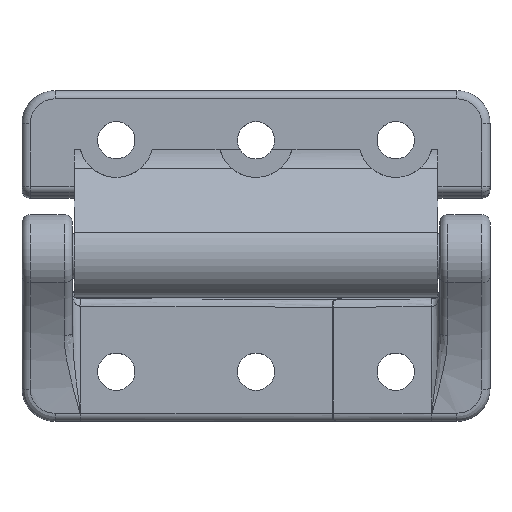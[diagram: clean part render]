
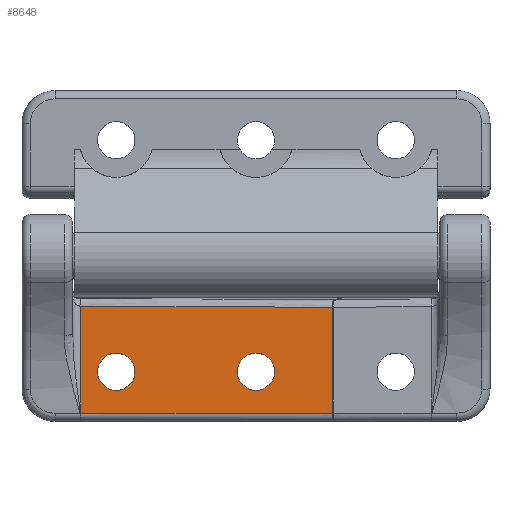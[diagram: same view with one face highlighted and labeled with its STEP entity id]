
A CAD part, top view. The second image highlights one B-rep face of the part: STEP entity #8648.
In plain terms, the highlighted planar face has unit normal (0, 0, 1).
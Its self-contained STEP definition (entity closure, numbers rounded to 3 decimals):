
#36 = CARTESIAN_POINT ( 'NONE',  ( -16.9, -11.75, -1.832 ) ) ;
#162 = VERTEX_POINT ( 'NONE', #3998 ) ;
#354 = ORIENTED_EDGE ( 'NONE', *, *, #10044, .T. ) ;
#433 = VERTEX_POINT ( 'NONE', #1817 ) ;
#495 = DIRECTION ( 'NONE',  ( 1., 0., 0. ) ) ;
#674 = CARTESIAN_POINT ( 'NONE',  ( -21.2, -19.261, -1.832 ) ) ;
#734 = AXIS2_PLACEMENT_3D ( 'NONE', #1047, #7027, #8727 ) ;
#1047 = CARTESIAN_POINT ( 'NONE',  ( -16.9, -14., -1.832 ) ) ;
#1117 = VERTEX_POINT ( 'NONE', #5069 ) ;
#1182 = EDGE_CURVE ( 'NONE', #4400, #7205, #5600, .T. ) ;
#1221 = ORIENTED_EDGE ( 'NONE', *, *, #10460, .T. ) ;
#1286 = AXIS2_PLACEMENT_3D ( 'NONE', #5633, #1330, #495 ) ;
#1330 = DIRECTION ( 'NONE',  ( 0., 0., 1. ) ) ;
#1407 = EDGE_CURVE ( 'NONE', #4860, #6836, #6147, .T. ) ;
#1469 = ORIENTED_EDGE ( 'NONE', *, *, #5178, .T. ) ;
#1817 = CARTESIAN_POINT ( 'NONE',  ( 9.25, -19.003, -1.832 ) ) ;
#2186 = CIRCLE ( 'NONE', #5054, 2.25 ) ;
#2251 = PLANE ( 'NONE',  #3297 ) ;
#2295 = EDGE_CURVE ( 'NONE', #7205, #4400, #2186, .T. ) ;
#2298 = DIRECTION ( 'NONE',  ( 0., -1., 0. ) ) ;
#2499 = DIRECTION ( 'NONE',  ( 1., 0., 0. ) ) ;
#2581 = DIRECTION ( 'NONE',  ( 0., 0., 1. ) ) ;
#2789 = VECTOR ( 'NONE', #3872, 1000. ) ;
#2975 = CARTESIAN_POINT ( 'NONE',  ( 0., -14., -1.832 ) ) ;
#3297 = AXIS2_PLACEMENT_3D ( 'NONE', #7446, #5923, #7613 ) ;
#3573 = EDGE_CURVE ( 'NONE', #6836, #4860, #10476, .T. ) ;
#3872 = DIRECTION ( 'NONE',  ( 0., 1., 0. ) ) ;
#3921 = EDGE_LOOP ( 'NONE', ( #1221, #7288, #354, #1469 ) ) ;
#3947 = CARTESIAN_POINT ( 'NONE',  ( -11.05, -6.113, -1.832 ) ) ;
#3998 = CARTESIAN_POINT ( 'NONE',  ( -21.2, -19., -1.832 ) ) ;
#4000 = FACE_OUTER_BOUND ( 'NONE', #3921, .T. ) ;
#4058 = FACE_BOUND ( 'NONE', #6421, .T. ) ;
#4163 = LINE ( 'NONE', #674, #8390 ) ;
#4400 = VERTEX_POINT ( 'NONE', #10851 ) ;
#4860 = VERTEX_POINT ( 'NONE', #6971 ) ;
#4985 = ORIENTED_EDGE ( 'NONE', *, *, #1407, .F. ) ;
#5054 = AXIS2_PLACEMENT_3D ( 'NONE', #7712, #2581, #6874 ) ;
#5069 = CARTESIAN_POINT ( 'NONE',  ( -21.2, -6.069, -1.832 ) ) ;
#5108 = LINE ( 'NONE', #10243, #7211 ) ;
#5178 = EDGE_CURVE ( 'NONE', #162, #433, #5108, .T. ) ;
#5559 = VERTEX_POINT ( 'NONE', #10945 ) ;
#5600 = CIRCLE ( 'NONE', #734, 2.25 ) ;
#5633 = CARTESIAN_POINT ( 'NONE',  ( 0., -14., -1.832 ) ) ;
#5923 = DIRECTION ( 'NONE',  ( 0., 0., 1. ) ) ;
#6147 = CIRCLE ( 'NONE', #1286, 2.25 ) ;
#6421 = EDGE_LOOP ( 'NONE', ( #10906, #7658 ) ) ;
#6425 = DIRECTION ( 'NONE',  ( 1., 0., 0. ) ) ;
#6438 = CARTESIAN_POINT ( 'NONE',  ( -0.9, -6.157, -1.832 ) ) ;
#6836 = VERTEX_POINT ( 'NONE', #9486 ) ;
#6874 = DIRECTION ( 'NONE',  ( 1., 0., 0. ) ) ;
#6971 = CARTESIAN_POINT ( 'NONE',  ( 0., -16.25, -1.832 ) ) ;
#7027 = DIRECTION ( 'NONE',  ( 0., 0., 1. ) ) ;
#7157 = DIRECTION ( 'NONE',  ( 0., 0., 1. ) ) ;
#7205 = VERTEX_POINT ( 'NONE', #36 ) ;
#7211 = VECTOR ( 'NONE', #2499, 1000. ) ;
#7283 = CARTESIAN_POINT ( 'NONE',  ( 9.25, -6.201, -1.832 ) ) ;
#7288 = ORIENTED_EDGE ( 'NONE', *, *, #10426, .T. ) ;
#7360 = LINE ( 'NONE', #8165, #2789 ) ;
#7446 = CARTESIAN_POINT ( 'NONE',  ( -22.2, -20., -1.832 ) ) ;
#7550 = B_SPLINE_CURVE_WITH_KNOTS ( 'NONE', 3,
 ( #7283, #6438, #3947, #9879 ),
 .UNSPECIFIED., .F., .F.,
 ( 4, 4 ),
 ( 1244.929, 1244.959 ),
 .UNSPECIFIED. ) ;
#7613 = DIRECTION ( 'NONE',  ( 0., 1., 0. ) ) ;
#7658 = ORIENTED_EDGE ( 'NONE', *, *, #1182, .F. ) ;
#7712 = CARTESIAN_POINT ( 'NONE',  ( -16.9, -14., -1.832 ) ) ;
#7950 = AXIS2_PLACEMENT_3D ( 'NONE', #2975, #7157, #6425 ) ;
#8165 = CARTESIAN_POINT ( 'NONE',  ( 9.25, -20., -1.832 ) ) ;
#8390 = VECTOR ( 'NONE', #2298, 1000. ) ;
#8648 = ADVANCED_FACE ( 'NONE', ( #4058, #9994, #4000 ), #2251, .T. ) ;
#8727 = DIRECTION ( 'NONE',  ( 1., 0., 0. ) ) ;
#8889 = ORIENTED_EDGE ( 'NONE', *, *, #3573, .F. ) ;
#9486 = CARTESIAN_POINT ( 'NONE',  ( 0., -11.75, -1.832 ) ) ;
#9879 = CARTESIAN_POINT ( 'NONE',  ( -21.2, -6.069, -1.832 ) ) ;
#9994 = FACE_BOUND ( 'NONE', #10815, .T. ) ;
#10044 = EDGE_CURVE ( 'NONE', #1117, #162, #4163, .T. ) ;
#10243 = CARTESIAN_POINT ( 'NONE',  ( -22.2, -19., -1.832 ) ) ;
#10426 = EDGE_CURVE ( 'NONE', #5559, #1117, #7550, .T. ) ;
#10460 = EDGE_CURVE ( 'NONE', #433, #5559, #7360, .T. ) ;
#10476 = CIRCLE ( 'NONE', #7950, 2.25 ) ;
#10815 = EDGE_LOOP ( 'NONE', ( #8889, #4985 ) ) ;
#10851 = CARTESIAN_POINT ( 'NONE',  ( -16.9, -16.25, -1.832 ) ) ;
#10906 = ORIENTED_EDGE ( 'NONE', *, *, #2295, .F. ) ;
#10945 = CARTESIAN_POINT ( 'NONE',  ( 9.25, -6.201, -1.832 ) ) ;
